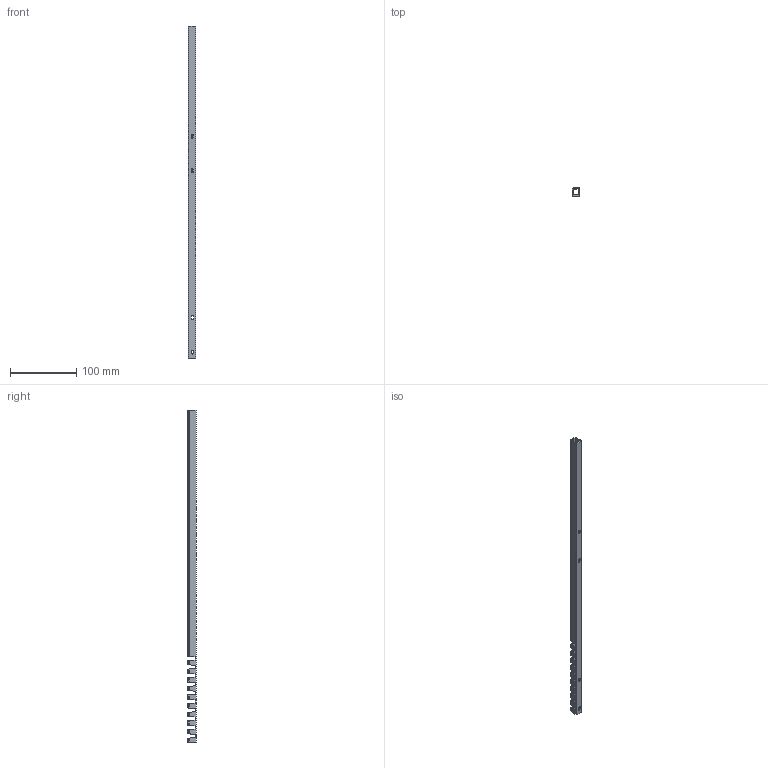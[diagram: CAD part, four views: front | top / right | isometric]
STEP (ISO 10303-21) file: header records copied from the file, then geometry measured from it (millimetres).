
FILE_DESCRIPTION (( 'STEP AP214' ), '1' );
FILE_NAME ('6132601.STEP', '2026-02-18T12:12:07', ( '' ), ( '' ), 'SwSTEP 2.0', 'SolidWorks 2024', '' );
FILE_SCHEMA (( 'AUTOMOTIVE_DESIGN' ));
Length unit declared in the file: millimetre
Products named in the file (1): 6132601
Bounding box: 11 x 13.5 x 500 mm (x, y, z)
Volume: 25937.8 mm3; surface area: 43093.6 mm2
Topology: 1 solids, 1 shells, 266 faces, 770 edges, 506 vertices
Faces by surface type: plane 153, cylinder 113
Entity records: 8621 total; most frequent: CARTESIAN_POINT 2089, ORIENTED_EDGE 1540, DIRECTION 1166, EDGE_CURVE 770, LINE 544, VECTOR 544, VERTEX_POINT 506, AXIS2_PLACEMENT_3D 311
